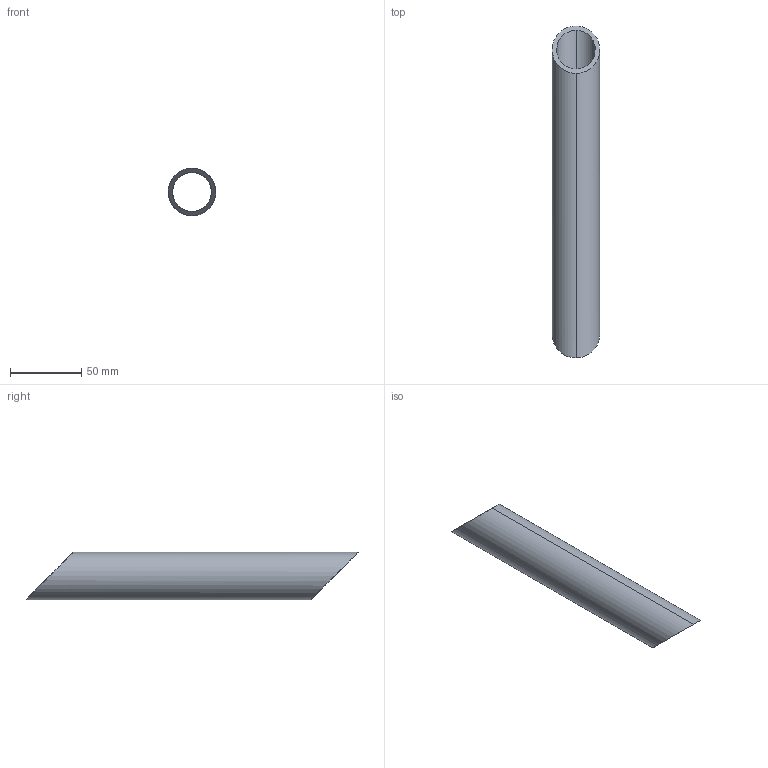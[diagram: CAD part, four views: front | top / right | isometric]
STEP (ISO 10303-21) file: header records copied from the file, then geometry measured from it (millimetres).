
FILE_DESCRIPTION (( 'STEP AP214' ), '1' );
FILE_NAME ('am-4283 Sleeve - Low Goal Raiser.STEP', '2020-05-08T20:22:21', ( '' ), ( '' ), 'SwSTEP 2.0', 'SolidWorks 2019', '' );
FILE_SCHEMA (( 'AUTOMOTIVE_DESIGN' ));
Length unit declared in the file: inch
Products named in the file (1): am-4283 Sleeve - Low Goal Raiser
Bounding box: 33.4 x 233.6 x 33.4 mm (x, y, z)
Volume: 58190.9 mm3; surface area: 39003.1 mm2
Topology: 1 solids, 1 shells, 6 faces, 12 edges, 8 vertices
Faces by surface type: cylinder 4, plane 2
Entity records: 200 total; most frequent: CARTESIAN_POINT 51, ORIENTED_EDGE 24, DIRECTION 18, EDGE_CURVE 12, VERTEX_POINT 8, EDGE_LOOP 8, AXIS2_PLACEMENT_3D 7, ADVANCED_FACE 6
